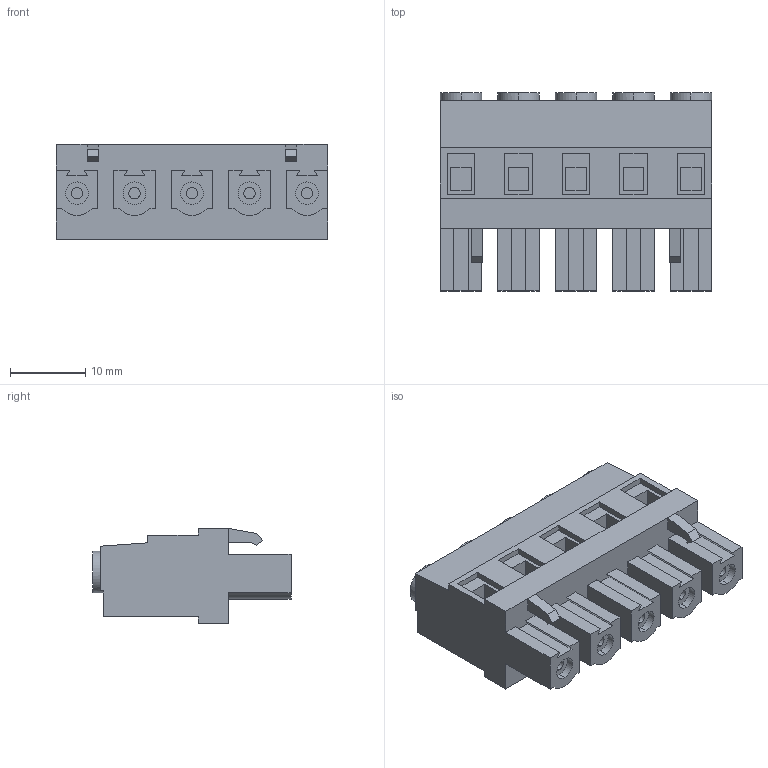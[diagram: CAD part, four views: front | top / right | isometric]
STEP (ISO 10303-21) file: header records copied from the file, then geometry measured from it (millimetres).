
FILE_DESCRIPTION (( 'STEP AP203' ), '1' );
FILE_NAME ('SOKETLI BASKILI DEVRE KLEMENSI - 7,62 MM DIK DISI - 5 LI.STEP', '2018-09-21T06:39:54', ( 'user' ), ( '' ), 'SwSTEP 2.0', 'SolidWorks 2016', '' );
FILE_SCHEMA (( 'CONFIG_CONTROL_DESIGN' ));
Length unit declared in the file: millimetre
Products named in the file (1): SOKETLI BASKILI DEVRE KLEMENSI  - 7,62 MM DIK DISI - 5 LI
Bounding box: 35.98 x 26.25 x 12.6 mm (x, y, z)
Volume: 7285.2 mm3; surface area: 4489.9 mm2
Topology: 1 solids, 1 shells, 220 faces, 564 edges, 374 vertices
Faces by surface type: plane 173, cylinder 47
Entity records: 6723 total; most frequent: CARTESIAN_POINT 1159, DIRECTION 1132, ORIENTED_EDGE 1128, EDGE_CURVE 564, VECTOR 438, LINE 438, VERTEX_POINT 374, AXIS2_PLACEMENT_3D 347
